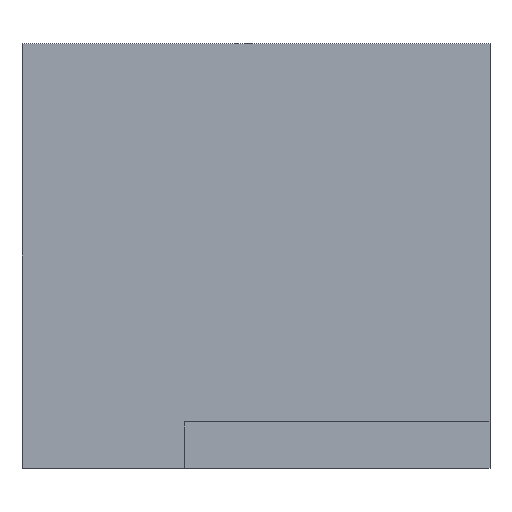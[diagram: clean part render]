
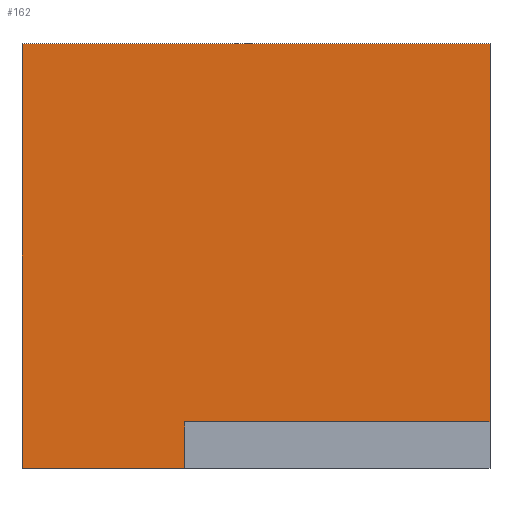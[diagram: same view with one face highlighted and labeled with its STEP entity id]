
A CAD part, front view. The second image highlights one B-rep face of the part: STEP entity #162.
In plain terms, the highlighted planar face has unit normal (0, -1, 0).
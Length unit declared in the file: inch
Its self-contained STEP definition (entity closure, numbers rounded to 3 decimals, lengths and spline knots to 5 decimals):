
#16=FACE_OUTER_BOUND('',#25,.T.);
#25=EDGE_LOOP('',(#114,#115,#116,#117,#118,#119));
#33=LINE('',#238,#54);
#37=LINE('',#246,#58);
#38=LINE('',#248,#59);
#39=LINE('',#250,#60);
#40=LINE('',#252,#61);
#41=LINE('',#253,#62);
#54=VECTOR('',#197,0.3937);
#58=VECTOR('',#203,0.3937);
#59=VECTOR('',#204,0.3937);
#60=VECTOR('',#205,0.3937);
#61=VECTOR('',#206,0.3937);
#62=VECTOR('',#207,0.3937);
#75=VERTEX_POINT('',#236);
#76=VERTEX_POINT('',#237);
#79=VERTEX_POINT('',#245);
#80=VERTEX_POINT('',#247);
#81=VERTEX_POINT('',#249);
#82=VERTEX_POINT('',#251);
#89=EDGE_CURVE('',#75,#76,#33,.T.);
#93=EDGE_CURVE('',#79,#75,#37,.T.);
#94=EDGE_CURVE('',#76,#80,#38,.T.);
#95=EDGE_CURVE('',#80,#81,#39,.T.);
#96=EDGE_CURVE('',#81,#82,#40,.F.);
#97=EDGE_CURVE('',#79,#82,#41,.F.);
#114=ORIENTED_EDGE('',*,*,#93,.T.);
#115=ORIENTED_EDGE('',*,*,#89,.T.);
#116=ORIENTED_EDGE('',*,*,#94,.T.);
#117=ORIENTED_EDGE('',*,*,#95,.T.);
#118=ORIENTED_EDGE('',*,*,#96,.T.);
#119=ORIENTED_EDGE('',*,*,#97,.F.);
#153=PLANE('',#185);
#162=ADVANCED_FACE('',(#16),#153,.T.);
#185=AXIS2_PLACEMENT_3D('',#244,#201,#202);
#197=DIRECTION('',(1.,0.,0.));
#201=DIRECTION('center_axis',(0.,-1.,0.));
#202=DIRECTION('ref_axis',(0.,0.,1.));
#203=DIRECTION('',(0.,0.,1.));
#204=DIRECTION('',(0.,0.,1.));
#205=DIRECTION('',(-1.,0.,0.));
#206=DIRECTION('',(0.,0.,1.));
#207=DIRECTION('',(1.,0.,0.));
#236=CARTESIAN_POINT('',(276.5,-7.25,97.0625));
#237=CARTESIAN_POINT('',(288.,-7.25,97.0625));
#238=CARTESIAN_POINT('',(292.25,-7.25,97.0625));
#244=CARTESIAN_POINT('Origin',(302.25,-7.25,95.3125));
#245=CARTESIAN_POINT('',(276.5,-7.25,95.3125));
#246=CARTESIAN_POINT('',(276.5,-7.25,103.1875));
#247=CARTESIAN_POINT('',(288.,-7.25,111.3125));
#248=CARTESIAN_POINT('',(288.,-7.25,101.6875));
#249=CARTESIAN_POINT('',(270.375,-7.25,111.3125));
#250=CARTESIAN_POINT('',(302.25,-7.25,111.3125));
#251=CARTESIAN_POINT('',(270.375,-7.25,95.3125));
#252=CARTESIAN_POINT('',(270.375,-7.25,103.3125));
#253=CARTESIAN_POINT('',(302.25,-7.25,95.3125));
